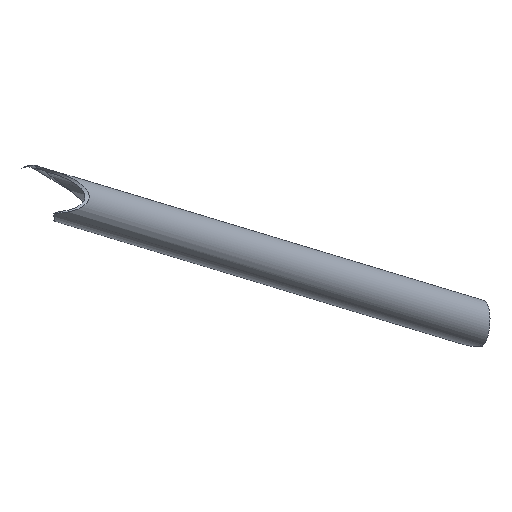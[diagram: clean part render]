
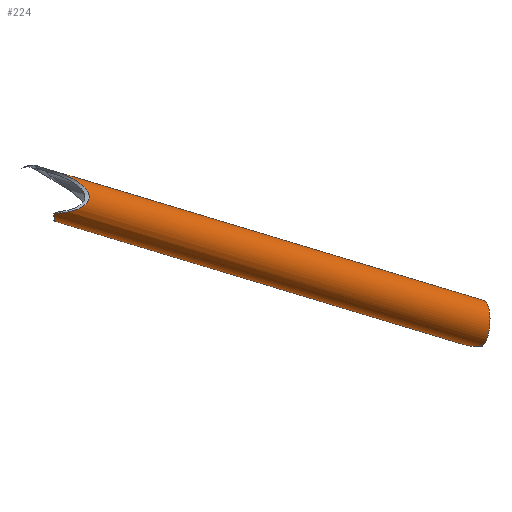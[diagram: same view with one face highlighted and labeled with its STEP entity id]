
A CAD part, top view. The second image highlights one B-rep face of the part: STEP entity #224.
In plain terms, the highlighted cylindrical face has radius 12.5 mm (diameter 25 mm), a partial arc.
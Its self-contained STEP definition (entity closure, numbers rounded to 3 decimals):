
#72=CARTESIAN_POINT('Vertex',(-577.17,-183.85,462.284)) ;
#76=CARTESIAN_POINT('Control Point',(-577.17,-183.85,462.284)) ;
#77=CARTESIAN_POINT('Control Point',(-577.09,-183.808,463.32)) ;
#78=CARTESIAN_POINT('Control Point',(-577.046,-183.701,464.354)) ;
#79=CARTESIAN_POINT('Control Point',(-577.023,-183.547,465.382)) ;
#80=CARTESIAN_POINT('Vertex',(-577.023,-183.547,465.382)) ;
#95=CARTESIAN_POINT('Axis2P3D Location',(-472.113,-202.284,322.041)) ;
#101=CARTESIAN_POINT('Control Point',(-577.176,-180.127,476.247)) ;
#102=CARTESIAN_POINT('Control Point',(-577.169,-181.162,474.207)) ;
#103=CARTESIAN_POINT('Control Point',(-577.083,-181.987,472.061)) ;
#104=CARTESIAN_POINT('Control Point',(-577.011,-182.671,469.879)) ;
#105=CARTESIAN_POINT('Control Point',(-576.972,-183.207,467.644)) ;
#106=CARTESIAN_POINT('Control Point',(-577.023,-183.547,465.382)) ;
#107=CARTESIAN_POINT('Vertex',(-577.176,-180.127,476.247)) ;
#111=CARTESIAN_POINT('Control Point',(-577.17,-183.85,462.284)) ;
#112=CARTESIAN_POINT('Control Point',(-576.238,-184.166,460.376)) ;
#113=CARTESIAN_POINT('Control Point',(-575.307,-184.464,458.464)) ;
#114=CARTESIAN_POINT('Control Point',(-574.376,-184.742,456.549)) ;
#115=CARTESIAN_POINT('Vertex',(-574.376,-184.742,456.549)) ;
#118=CARTESIAN_POINT('Line Origine',(-475.695,-214.26,322.041)) ;
#122=CARTESIAN_POINT('Vertex',(-364.724,-247.454,170.781)) ;
#126=CARTESIAN_POINT('Control Point',(-354.324,-248.85,167.434)) ;
#127=CARTESIAN_POINT('Control Point',(-354.698,-248.936,167.324)) ;
#128=CARTESIAN_POINT('Control Point',(-355.098,-248.99,167.275)) ;
#129=CARTESIAN_POINT('Control Point',(-355.508,-249.011,167.298)) ;
#130=CARTESIAN_POINT('Control Point',(-356.347,-249.017,167.422)) ;
#131=CARTESIAN_POINT('Control Point',(-357.161,-248.963,167.658)) ;
#132=CARTESIAN_POINT('Control Point',(-357.58,-248.925,167.796)) ;
#133=CARTESIAN_POINT('Control Point',(-358.329,-248.841,168.063)) ;
#134=CARTESIAN_POINT('Control Point',(-359.067,-248.735,168.353)) ;
#135=CARTESIAN_POINT('Control Point',(-359.392,-248.685,168.485)) ;
#136=CARTESIAN_POINT('Control Point',(-360.671,-248.47,169.012)) ;
#137=CARTESIAN_POINT('Control Point',(-361.932,-248.204,169.561)) ;
#138=CARTESIAN_POINT('Control Point',(-362.868,-247.98,169.971)) ;
#139=CARTESIAN_POINT('Control Point',(-363.799,-247.73,170.379)) ;
#140=CARTESIAN_POINT('Control Point',(-364.724,-247.454,170.781)) ;
#141=CARTESIAN_POINT('Vertex',(-354.324,-248.85,167.434)) ;
#145=CARTESIAN_POINT('Control Point',(-352.874,-224.904,164.394)) ;
#146=CARTESIAN_POINT('Control Point',(-352.613,-224.982,165.591)) ;
#147=CARTESIAN_POINT('Control Point',(-352.311,-225.165,166.772)) ;
#148=CARTESIAN_POINT('Control Point',(-352.012,-225.456,167.932)) ;
#149=CARTESIAN_POINT('Control Point',(-351.497,-226.162,169.887)) ;
#150=CARTESIAN_POINT('Control Point',(-351.023,-227.226,171.676)) ;
#151=CARTESIAN_POINT('Control Point',(-350.834,-227.743,172.397)) ;
#152=CARTESIAN_POINT('Control Point',(-350.432,-229.093,173.954)) ;
#153=CARTESIAN_POINT('Control Point',(-350.133,-230.776,175.186)) ;
#154=CARTESIAN_POINT('Control Point',(-350.006,-231.832,175.753)) ;
#155=CARTESIAN_POINT('Control Point',(-349.816,-234.652,176.771)) ;
#156=CARTESIAN_POINT('Control Point',(-349.951,-237.695,176.751)) ;
#157=CARTESIAN_POINT('Control Point',(-350.154,-239.473,176.349)) ;
#158=CARTESIAN_POINT('Control Point',(-350.595,-241.963,175.302)) ;
#159=CARTESIAN_POINT('Control Point',(-351.21,-244.093,173.74)) ;
#160=CARTESIAN_POINT('Control Point',(-351.438,-244.772,173.158)) ;
#161=CARTESIAN_POINT('Control Point',(-351.878,-245.908,172.036)) ;
#162=CARTESIAN_POINT('Control Point',(-352.388,-246.888,170.802)) ;
#163=CARTESIAN_POINT('Control Point',(-352.63,-247.292,170.238)) ;
#164=CARTESIAN_POINT('Control Point',(-353.044,-247.884,169.314)) ;
#165=CARTESIAN_POINT('Control Point',(-353.564,-248.386,168.392)) ;
#166=CARTESIAN_POINT('Control Point',(-353.778,-248.56,168.052)) ;
#167=CARTESIAN_POINT('Control Point',(-354.025,-248.718,167.723)) ;
#168=CARTESIAN_POINT('Control Point',(-354.324,-248.85,167.434)) ;
#169=CARTESIAN_POINT('Vertex',(-352.874,-224.904,164.394)) ;
#172=CARTESIAN_POINT('Line Origine',(-468.53,-190.308,322.041)) ;
#176=CARTESIAN_POINT('Vertex',(-578.662,-157.366,472.155)) ;
#180=CARTESIAN_POINT('Control Point',(-577.176,-180.127,476.247)) ;
#181=CARTESIAN_POINT('Control Point',(-575.549,-180.04,475.157)) ;
#182=CARTESIAN_POINT('Control Point',(-573.945,-179.906,474.034)) ;
#183=CARTESIAN_POINT('Control Point',(-572.361,-179.717,472.896)) ;
#184=CARTESIAN_POINT('Control Point',(-569.63,-179.277,470.884)) ;
#185=CARTESIAN_POINT('Control Point',(-566.979,-178.588,468.836)) ;
#186=CARTESIAN_POINT('Control Point',(-565.875,-178.243,467.963)) ;
#187=CARTESIAN_POINT('Control Point',(-563.944,-177.517,466.399)) ;
#188=CARTESIAN_POINT('Control Point',(-562.14,-176.51,464.843)) ;
#189=CARTESIAN_POINT('Control Point',(-561.392,-176.007,464.174)) ;
#190=CARTESIAN_POINT('Control Point',(-560.364,-175.15,463.207)) ;
#191=CARTESIAN_POINT('Control Point',(-559.557,-174.031,462.326)) ;
#192=CARTESIAN_POINT('Control Point',(-559.332,-173.654,462.063)) ;
#193=CARTESIAN_POINT('Control Point',(-559.007,-172.94,461.637)) ;
#194=CARTESIAN_POINT('Control Point',(-558.832,-172.138,461.294)) ;
#195=CARTESIAN_POINT('Control Point',(-558.789,-171.782,461.167)) ;
#196=CARTESIAN_POINT('Control Point',(-558.777,-171.072,460.967)) ;
#197=CARTESIAN_POINT('Control Point',(-558.896,-170.352,460.859)) ;
#198=CARTESIAN_POINT('Control Point',(-558.984,-170.007,460.829)) ;
#199=CARTESIAN_POINT('Control Point',(-559.301,-169.059,460.803)) ;
#200=CARTESIAN_POINT('Control Point',(-559.786,-168.183,460.919)) ;
#201=CARTESIAN_POINT('Control Point',(-560.147,-167.654,461.038)) ;
#202=CARTESIAN_POINT('Control Point',(-561.133,-166.402,461.418)) ;
#203=CARTESIAN_POINT('Control Point',(-562.264,-165.338,461.955)) ;
#204=CARTESIAN_POINT('Control Point',(-562.972,-164.747,462.314)) ;
#205=CARTESIAN_POINT('Control Point',(-564.907,-163.29,463.338)) ;
#206=CARTESIAN_POINT('Control Point',(-566.938,-162.086,464.508)) ;
#207=CARTESIAN_POINT('Control Point',(-568.206,-161.412,465.264)) ;
#208=CARTESIAN_POINT('Control Point',(-571.06,-160.037,467.013)) ;
#209=CARTESIAN_POINT('Control Point',(-573.944,-158.904,468.884)) ;
#210=CARTESIAN_POINT('Control Point',(-575.525,-158.342,469.941)) ;
#211=CARTESIAN_POINT('Control Point',(-577.103,-157.832,471.025)) ;
#212=CARTESIAN_POINT('Control Point',(-578.662,-157.366,472.155)) ;
#96=DIRECTION('Axis2P3D Direction',(-0.582,0.174,0.794)) ;
#97=DIRECTION('Axis2P3D XDirection',(-0.287,-0.958,0.)) ;
#119=DIRECTION('Vector Direction',(-0.582,0.174,0.794)) ;
#173=DIRECTION('Vector Direction',(-0.582,0.174,0.794)) ;
#98=AXIS2_PLACEMENT_3D('Cylinder Axis2P3D',#95,#96,#97) ;
#215=ORIENTED_EDGE('',*,*,#109,.T.) ;
#216=ORIENTED_EDGE('',*,*,#82,.F.) ;
#217=ORIENTED_EDGE('',*,*,#117,.T.) ;
#218=ORIENTED_EDGE('',*,*,#124,.F.) ;
#219=ORIENTED_EDGE('',*,*,#143,.F.) ;
#220=ORIENTED_EDGE('',*,*,#171,.F.) ;
#221=ORIENTED_EDGE('',*,*,#178,.T.) ;
#222=ORIENTED_EDGE('',*,*,#213,.F.) ;
#120=VECTOR('Line Direction',#119,1.) ;
#174=VECTOR('Line Direction',#173,1.) ;
#224=ADVANCED_FACE('Corps principal',(#223),#99,.T.) ;
#75=B_SPLINE_CURVE_WITH_KNOTS('',3,(#76,#77,#78,#79),.UNSPECIFIED.,.F.,.U.,(4,4),(2.419,6.829),.UNSPECIFIED.) ;
#100=B_SPLINE_CURVE_WITH_KNOTS('',5,(#101,#102,#103,#104,#105,#106),.UNSPECIFIED.,.F.,.U.,(6,6),(17.954,34.131),.UNSPECIFIED.) ;
#110=B_SPLINE_CURVE_WITH_KNOTS('',3,(#111,#112,#113,#114),.UNSPECIFIED.,.F.,.U.,(4,4),(75.905,85.016),.UNSPECIFIED.) ;
#125=B_SPLINE_CURVE_WITH_KNOTS('',5,(#126,#127,#128,#129,#130,#131,#132,#133,#134,#135,#136,#137,#138,#139,#140),.UNSPECIFIED.,.F.,.U.,(6,3,3,3,6),(0.588,3.419,6.571,9.074,16.47),.UNSPECIFIED.) ;
#144=B_SPLINE_CURVE_WITH_KNOTS('',5,(#145,#146,#147,#148,#149,#150,#151,#152,#153,#154,#155,#156,#157,#158,#159,#160,#161,#162,#163,#164,#165,#166,#167,#168),.UNSPECIFIED.,.F.,.U.,(6,3,3,3,3,3,3,6),(0.,8.677,15.052,23.455,36.066,42.564,47.756,50.838),.UNSPECIFIED.) ;
#179=B_SPLINE_CURVE_WITH_KNOTS('',5,(#180,#181,#182,#183,#184,#185,#186,#187,#188,#189,#190,#191,#192,#193,#194,#195,#196,#197,#198,#199,#200,#201,#202,#203,#204,#205,#206,#207,#208,#209,#210,#211,#212),.UNSPECIFIED.,.F.,.U.,(6,3,3,3,3,3,3,3,3,3,6),(22.316,36.179,46.482,54.445,58.031,60.707,63.215,67.757,74.771,86.338,100.346),.UNSPECIFIED.) ;
#99=CYLINDRICAL_SURFACE('generated cylinder',#98,12.5) ;
#82=EDGE_CURVE('',#73,#81,#75,.T.) ;
#109=EDGE_CURVE('',#108,#81,#100,.T.) ;
#117=EDGE_CURVE('',#73,#116,#110,.T.) ;
#124=EDGE_CURVE('',#123,#116,#121,.T.) ;
#143=EDGE_CURVE('',#142,#123,#125,.T.) ;
#171=EDGE_CURVE('',#170,#142,#144,.T.) ;
#178=EDGE_CURVE('',#170,#177,#175,.T.) ;
#213=EDGE_CURVE('',#108,#177,#179,.T.) ;
#214=EDGE_LOOP('',(#215,#216,#217,#218,#219,#220,#221,#222)) ;
#223=FACE_OUTER_BOUND('',#214,.T.) ;
#121=LINE('Line',#118,#120) ;
#175=LINE('Line',#172,#174) ;
#73=VERTEX_POINT('',#72) ;
#81=VERTEX_POINT('',#80) ;
#108=VERTEX_POINT('',#107) ;
#116=VERTEX_POINT('',#115) ;
#123=VERTEX_POINT('',#122) ;
#142=VERTEX_POINT('',#141) ;
#170=VERTEX_POINT('',#169) ;
#177=VERTEX_POINT('',#176) ;
